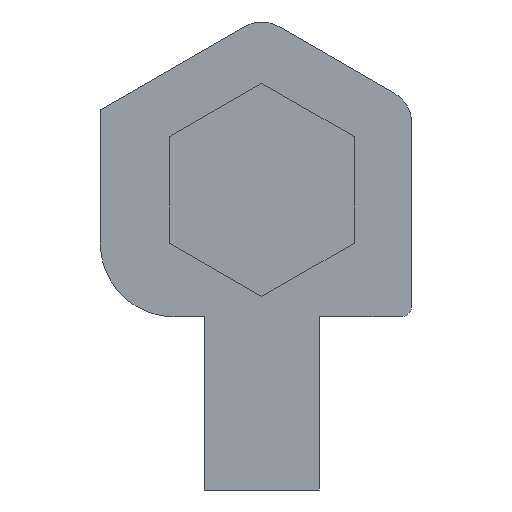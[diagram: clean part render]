
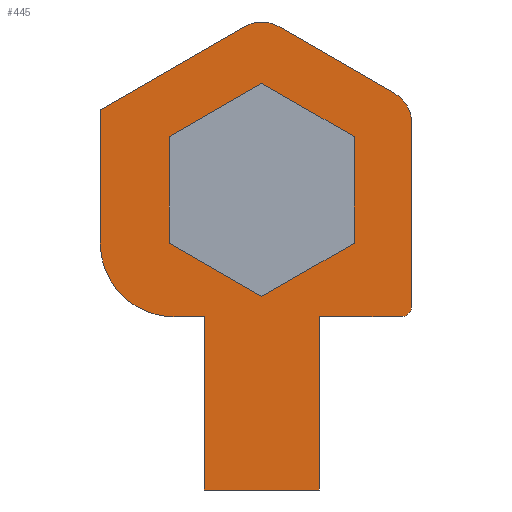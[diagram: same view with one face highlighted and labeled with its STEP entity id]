
A CAD part, front view. The second image highlights one B-rep face of the part: STEP entity #445.
In plain terms, the highlighted planar face has unit normal (0, -1, 0).
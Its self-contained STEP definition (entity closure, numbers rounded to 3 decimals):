
#27=FACE_BOUND('',#75,.T.);
#30=PLANE('',#475);
#50=FACE_OUTER_BOUND('',#74,.T.);
#74=EDGE_LOOP('',(#326,#327,#328,#329,#330,#331,#332,#333,#334,#335,#336,
#337,#338));
#75=EDGE_LOOP('',(#339,#340,#341,#342,#343,#344));
#100=LINE('',#658,#150);
#104=LINE('',#666,#154);
#107=LINE('',#672,#157);
#108=LINE('',#676,#158);
#109=LINE('',#680,#159);
#110=LINE('',#682,#160);
#111=LINE('',#685,#161);
#112=LINE('',#687,#162);
#113=LINE('',#688,#163);
#114=LINE('',#691,#164);
#115=LINE('',#693,#165);
#116=LINE('',#695,#166);
#117=LINE('',#697,#167);
#118=LINE('',#699,#168);
#119=LINE('',#700,#169);
#150=VECTOR('',#526,10.);
#154=VECTOR('',#530,10.);
#157=VECTOR('',#535,10.);
#158=VECTOR('',#538,1000.);
#159=VECTOR('',#541,1000.);
#160=VECTOR('',#542,10.);
#161=VECTOR('',#545,10.);
#162=VECTOR('',#546,10.);
#163=VECTOR('',#547,10.);
#164=VECTOR('',#548,1000.);
#165=VECTOR('',#549,1000.);
#166=VECTOR('',#550,1000.);
#167=VECTOR('',#551,1000.);
#168=VECTOR('',#552,1000.);
#169=VECTOR('',#553,1000.);
#199=CIRCLE('',#473,0.5);
#200=CIRCLE('',#476,1.5);
#201=CIRCLE('',#477,1.5);
#202=CIRCLE('',#478,3.2);
#212=VERTEX_POINT('',#651);
#213=VERTEX_POINT('',#653);
#214=VERTEX_POINT('',#657);
#217=VERTEX_POINT('',#663);
#218=VERTEX_POINT('',#665);
#220=VERTEX_POINT('',#671);
#221=VERTEX_POINT('',#673);
#222=VERTEX_POINT('',#675);
#223=VERTEX_POINT('',#677);
#224=VERTEX_POINT('',#679);
#225=VERTEX_POINT('',#681);
#226=VERTEX_POINT('',#684);
#227=VERTEX_POINT('',#686);
#228=VERTEX_POINT('',#689);
#229=VERTEX_POINT('',#690);
#230=VERTEX_POINT('',#692);
#231=VERTEX_POINT('',#694);
#232=VERTEX_POINT('',#696);
#233=VERTEX_POINT('',#698);
#254=EDGE_CURVE('',#212,#213,#199,.T.);
#256=EDGE_CURVE('',#214,#213,#100,.F.);
#260=EDGE_CURVE('',#218,#217,#104,.F.);
#263=EDGE_CURVE('',#220,#212,#107,.T.);
#264=EDGE_CURVE('',#220,#221,#200,.T.);
#265=EDGE_CURVE('',#221,#222,#108,.T.);
#266=EDGE_CURVE('',#222,#223,#201,.T.);
#267=EDGE_CURVE('',#223,#224,#109,.T.);
#268=EDGE_CURVE('',#224,#225,#110,.F.);
#269=EDGE_CURVE('',#218,#225,#202,.T.);
#270=EDGE_CURVE('',#217,#226,#111,.T.);
#271=EDGE_CURVE('',#226,#227,#112,.T.);
#272=EDGE_CURVE('',#227,#214,#113,.F.);
#273=EDGE_CURVE('',#228,#229,#114,.T.);
#274=EDGE_CURVE('',#229,#230,#115,.T.);
#275=EDGE_CURVE('',#230,#231,#116,.T.);
#276=EDGE_CURVE('',#231,#232,#117,.T.);
#277=EDGE_CURVE('',#232,#233,#118,.T.);
#278=EDGE_CURVE('',#233,#228,#119,.T.);
#326=ORIENTED_EDGE('',*,*,#254,.F.);
#327=ORIENTED_EDGE('',*,*,#263,.F.);
#328=ORIENTED_EDGE('',*,*,#264,.T.);
#329=ORIENTED_EDGE('',*,*,#265,.T.);
#330=ORIENTED_EDGE('',*,*,#266,.T.);
#331=ORIENTED_EDGE('',*,*,#267,.T.);
#332=ORIENTED_EDGE('',*,*,#268,.T.);
#333=ORIENTED_EDGE('',*,*,#269,.F.);
#334=ORIENTED_EDGE('',*,*,#260,.T.);
#335=ORIENTED_EDGE('',*,*,#270,.T.);
#336=ORIENTED_EDGE('',*,*,#271,.T.);
#337=ORIENTED_EDGE('',*,*,#272,.T.);
#338=ORIENTED_EDGE('',*,*,#256,.T.);
#339=ORIENTED_EDGE('',*,*,#273,.T.);
#340=ORIENTED_EDGE('',*,*,#274,.T.);
#341=ORIENTED_EDGE('',*,*,#275,.T.);
#342=ORIENTED_EDGE('',*,*,#276,.T.);
#343=ORIENTED_EDGE('',*,*,#277,.T.);
#344=ORIENTED_EDGE('',*,*,#278,.T.);
#445=ADVANCED_FACE('',(#50,#27),#30,.T.);
#473=AXIS2_PLACEMENT_3D('',#654,#521,#522);
#475=AXIS2_PLACEMENT_3D('',#670,#533,#534);
#476=AXIS2_PLACEMENT_3D('',#674,#536,#537);
#477=AXIS2_PLACEMENT_3D('',#678,#539,#540);
#478=AXIS2_PLACEMENT_3D('',#683,#543,#544);
#521=DIRECTION('center_axis',(0.,1.,0.));
#522=DIRECTION('ref_axis',(0.707,0.,-0.707));
#526=DIRECTION('',(-1.,0.,0.));
#530=DIRECTION('',(-1.,0.,0.));
#533=DIRECTION('center_axis',(0.,-1.,0.));
#534=DIRECTION('ref_axis',(1.,0.,0.));
#535=DIRECTION('',(0.,0.,-1.));
#536=DIRECTION('center_axis',(0.,-1.,0.));
#537=DIRECTION('ref_axis',(0.866,0.,0.5));
#538=DIRECTION('',(-0.866,0.,0.5));
#539=DIRECTION('center_axis',(0.,-1.,0.));
#540=DIRECTION('ref_axis',(0.,0.,1.));
#541=DIRECTION('',(-0.866,0.,-0.5));
#542=DIRECTION('',(0.,0.,1.));
#543=DIRECTION('center_axis',(0.,1.,0.));
#544=DIRECTION('ref_axis',(-0.707,0.,-0.707));
#545=DIRECTION('',(0.,0.,-1.));
#546=DIRECTION('',(1.,0.,0.));
#547=DIRECTION('',(0.,0.,-1.));
#548=DIRECTION('',(-0.866,0.,-0.5));
#549=DIRECTION('',(-0.866,0.,0.5));
#550=DIRECTION('',(0.,0.,1.));
#551=DIRECTION('',(0.866,0.,0.5));
#552=DIRECTION('',(0.866,0.,-0.5));
#553=DIRECTION('',(0.,0.,-1.));
#651=CARTESIAN_POINT('',(-309.5,-128.305,-262.221));
#653=CARTESIAN_POINT('',(-310.,-128.305,-262.721));
#654=CARTESIAN_POINT('Origin',(-310.,-128.305,-262.221));
#657=CARTESIAN_POINT('',(-313.5,-128.305,-262.721));
#658=CARTESIAN_POINT('',(-321.25,-128.305,-262.721));
#663=CARTESIAN_POINT('',(-318.5,-128.305,-262.721));
#665=CARTESIAN_POINT('',(-319.8,-128.305,-262.721));
#666=CARTESIAN_POINT('',(-321.25,-128.305,-262.721));
#670=CARTESIAN_POINT('Origin',(-333.,-128.305,-257.221));
#671=CARTESIAN_POINT('',(-309.5,-128.305,-254.335));
#672=CARTESIAN_POINT('',(-309.5,-128.305,-263.221));
#673=CARTESIAN_POINT('',(-310.25,-128.305,-253.036));
#674=CARTESIAN_POINT('Origin',(-311.,-128.305,-254.335));
#675=CARTESIAN_POINT('',(-315.25,-128.305,-250.149));
#676=CARTESIAN_POINT('',(-316.,-128.305,-249.716));
#677=CARTESIAN_POINT('',(-316.75,-128.305,-250.149));
#678=CARTESIAN_POINT('Origin',(-316.,-128.305,-251.448));
#679=CARTESIAN_POINT('',(-323.,-128.305,-253.757));
#680=CARTESIAN_POINT('',(-323.073,-128.305,-253.8));
#681=CARTESIAN_POINT('',(-323.,-128.305,-259.521));
#682=CARTESIAN_POINT('',(-323.,-128.305,-255.634));
#683=CARTESIAN_POINT('Origin',(-319.8,-128.305,-259.521));
#684=CARTESIAN_POINT('',(-318.5,-128.305,-270.221));
#685=CARTESIAN_POINT('',(-318.5,-128.305,-261.971));
#686=CARTESIAN_POINT('',(-313.5,-128.305,-270.221));
#687=CARTESIAN_POINT('',(-326.,-128.305,-270.221));
#688=CARTESIAN_POINT('',(-313.5,-128.305,-261.971));
#689=CARTESIAN_POINT('',(-312.,-128.305,-259.531));
#690=CARTESIAN_POINT('',(-316.,-128.305,-261.84));
#691=CARTESIAN_POINT('',(-312.,-128.305,-259.531));
#692=CARTESIAN_POINT('',(-320.,-128.305,-259.531));
#693=CARTESIAN_POINT('',(-316.,-128.305,-261.84));
#694=CARTESIAN_POINT('',(-320.,-128.305,-254.912));
#695=CARTESIAN_POINT('',(-320.,-128.305,-259.531));
#696=CARTESIAN_POINT('',(-316.,-128.305,-252.603));
#697=CARTESIAN_POINT('',(-320.,-128.305,-254.912));
#698=CARTESIAN_POINT('',(-312.,-128.305,-254.912));
#699=CARTESIAN_POINT('',(-316.,-128.305,-252.603));
#700=CARTESIAN_POINT('',(-312.,-128.305,-254.912));
